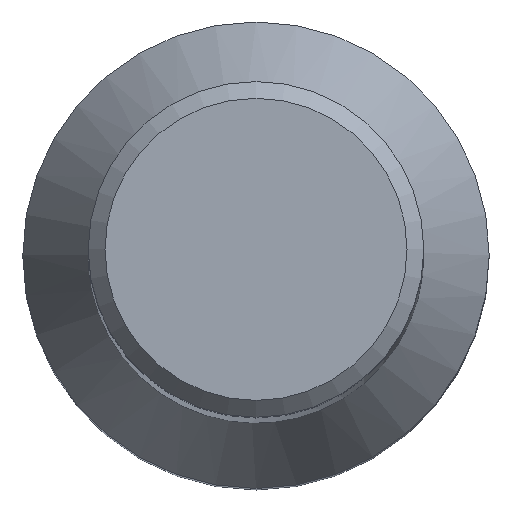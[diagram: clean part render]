
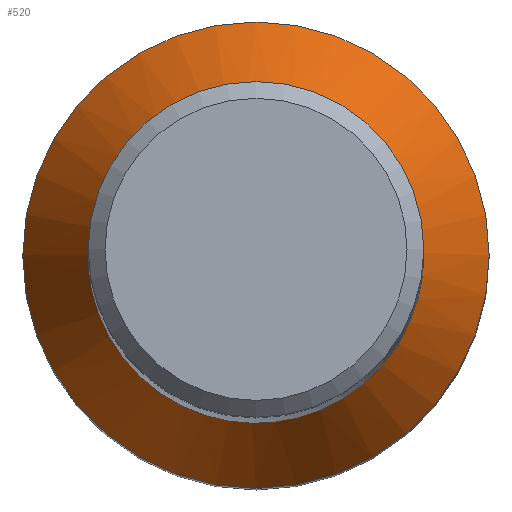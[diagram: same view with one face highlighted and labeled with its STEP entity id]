
A CAD part, top view. The second image highlights one B-rep face of the part: STEP entity #520.
In plain terms, the highlighted free-form (B-spline) face has degree [2, 1] with [9, 2] control points.
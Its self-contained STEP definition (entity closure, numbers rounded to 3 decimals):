
#10 = CARTESIAN_POINT ('', (-3.5, 0., -67.637));
#20 = VERTEX_POINT ('', #10);
#30 = CARTESIAN_POINT ('', (-4.864, 0., -70.));
#40 = VERTEX_POINT ('', #30);
#50 = CARTESIAN_POINT ('', (-3.5, 0., -67.637));
#60 = DIRECTION ('', (-1.364, 0., -2.363));
#70 = VECTOR ('', #60, 2.728);
#80 = LINE ('', #50, #70);
#90 = EDGE_CURVE ('', #20, #40, #80, .T.);
#100 = ORIENTED_EDGE ('', *, *, #90, .F.);
#110 = CARTESIAN_POINT ('', (-3.5, 0., -67.637));
#120 = CARTESIAN_POINT ('', (-3.5, 3.5, -67.637));
#130 = CARTESIAN_POINT ('', (0., 3.5, -67.637));
#140 = CARTESIAN_POINT ('', (3.5, 3.5, -67.637));
#150 = CARTESIAN_POINT ('', (3.5, 0., -67.637));
#160 = CARTESIAN_POINT ('', (3.5, -3.5, -67.637));
#170 = CARTESIAN_POINT ('', (0., -3.5, -67.637));
#180 = CARTESIAN_POINT ('', (-3.5, -3.5, -67.637));
#190 = CARTESIAN_POINT ('', (-3.5, 0., -67.637));
#200 = (
   BOUNDED_CURVE ()
   B_SPLINE_CURVE (2, (#110, #120, #130, #140, #150, #160, #170, #180, #190), .UNSPECIFIED., .T., .U.)
   B_SPLINE_CURVE_WITH_KNOTS ((3, 2, 2, 2, 3), (0., 0.25, 0.5, 0.75, 1.), .UNSPECIFIED.)
   CURVE ()
   GEOMETRIC_REPRESENTATION_ITEM ()
   RATIONAL_B_SPLINE_CURVE ((1., 0.707, 1., 0.707, 1., 0.707, 1., 0.707, 1.))
   REPRESENTATION_ITEM ('')
);
#210 = EDGE_CURVE ('', #20, #20, #200, .T.);
#220 = ORIENTED_EDGE ('', *, *, #210, .T.);
#230 = ORIENTED_EDGE ('', *, *, #90, .T.);
#240 = CARTESIAN_POINT ('', (0., 0., -70.));
#250 = DIRECTION ('', (0., 0., -1.));
#260 = DIRECTION ('', (-1., 0., 0.));
#270 = AXIS2_PLACEMENT_3D ('', #240, #250, #260);
#280 = CIRCLE ('', #270, 4.864);
#290 = EDGE_CURVE ('', #40, #40, #280, .T.);
#300 = ORIENTED_EDGE ('', *, *, #290, .F.);
#310 = EDGE_LOOP ('', (#100, #220, #230, #300));
#320 = FACE_OUTER_BOUND ('', #310, .T.);
#330 = CARTESIAN_POINT ('', (-3.5, 0., -67.637));
#340 = CARTESIAN_POINT ('', (-4.864, 0., -70.));
#350 = CARTESIAN_POINT ('', (-3.5, 3.5, -67.637));
#360 = CARTESIAN_POINT ('', (-4.864, 4.864, -70.));
#370 = CARTESIAN_POINT ('', (0., 3.5, -67.637));
#380 = CARTESIAN_POINT ('', (0., 4.864, -70.));
#390 = CARTESIAN_POINT ('', (3.5, 3.5, -67.637));
#400 = CARTESIAN_POINT ('', (4.864, 4.864, -70.));
#410 = CARTESIAN_POINT ('', (3.5, 0., -67.637));
#420 = CARTESIAN_POINT ('', (4.864, 0., -70.));
#430 = CARTESIAN_POINT ('', (3.5, -3.5, -67.637));
#440 = CARTESIAN_POINT ('', (4.864, -4.864, -70.));
#450 = CARTESIAN_POINT ('', (0., -3.5, -67.637));
#460 = CARTESIAN_POINT ('', (0., -4.864, -70.));
#470 = CARTESIAN_POINT ('', (-3.5, -3.5, -67.637));
#480 = CARTESIAN_POINT ('', (-4.864, -4.864, -70.));
#490 = CARTESIAN_POINT ('', (-3.5, 0., -67.637));
#500 = CARTESIAN_POINT ('', (-4.864, 0., -70.));
#510 = (
   BOUNDED_SURFACE ()
   B_SPLINE_SURFACE (2, 1, ((#330, #340), (#350, #360), (#370, #380), (#390, #400), (#410, #420), (#430, #440), (#450, #460), (#470, #480), (#490, #500)), .UNSPECIFIED., .T., .F., .U.)
   B_SPLINE_SURFACE_WITH_KNOTS ((3, 2, 2, 2, 3), (2, 2), (0., 0.25, 0.5, 0.75, 1.), (0., 1.), .UNSPECIFIED.)
   SURFACE ()
   GEOMETRIC_REPRESENTATION_ITEM ()
   RATIONAL_B_SPLINE_SURFACE (((1., 1.), (0.707, 0.707), (1., 1.), (0.707, 0.707), (1., 1.), (0.707, 0.707), (1., 1.), (0.707, 0.707), (1., 1.)))
   REPRESENTATION_ITEM ('')
);
#520 = ADVANCED_FACE ('', (#320), #510, .T.);
